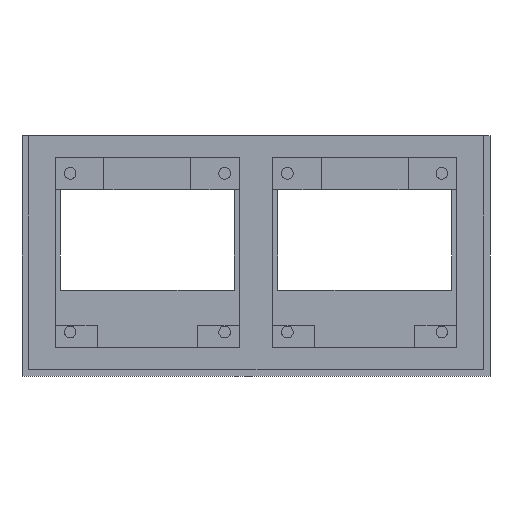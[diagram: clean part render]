
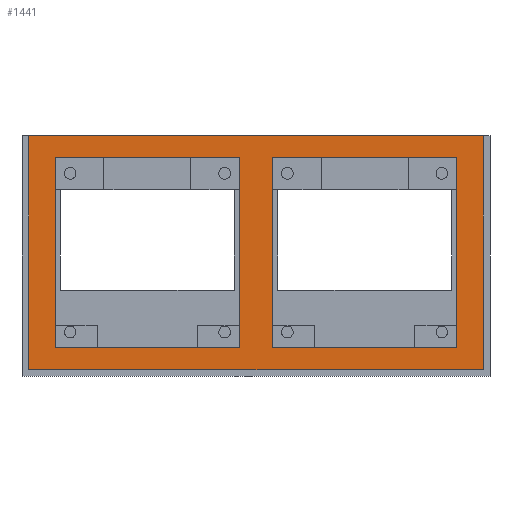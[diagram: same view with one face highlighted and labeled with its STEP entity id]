
A CAD part, left-side view. The second image highlights one B-rep face of the part: STEP entity #1441.
In plain terms, the highlighted planar face has unit normal (-1, 0, 0).
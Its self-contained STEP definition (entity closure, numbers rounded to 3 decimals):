
#39=FACE_BOUND('',#276,.T.);
#40=FACE_BOUND('',#277,.T.);
#95=PLANE('',#1569);
#177=FACE_OUTER_BOUND('',#275,.T.);
#275=EDGE_LOOP('',(#1273,#1274,#1275,#1276));
#276=EDGE_LOOP('',(#1277,#1278,#1279,#1280));
#277=EDGE_LOOP('',(#1281,#1282,#1283,#1284));
#348=LINE('',#2126,#508);
#352=LINE('',#2133,#512);
#361=LINE('',#2148,#521);
#366=LINE('',#2157,#526);
#410=LINE('',#2270,#570);
#414=LINE('',#2277,#574);
#423=LINE('',#2292,#583);
#428=LINE('',#2301,#588);
#439=LINE('',#2325,#599);
#443=LINE('',#2332,#603);
#446=LINE('',#2338,#606);
#452=LINE('',#2350,#612);
#508=VECTOR('',#1708,10.);
#512=VECTOR('',#1714,10.);
#521=VECTOR('',#1729,10.);
#526=VECTOR('',#1738,10.);
#570=VECTOR('',#1840,10.);
#574=VECTOR('',#1846,10.);
#583=VECTOR('',#1861,10.);
#588=VECTOR('',#1870,10.);
#599=VECTOR('',#1893,10.);
#603=VECTOR('',#1899,10.);
#606=VECTOR('',#1904,10.);
#612=VECTOR('',#1914,10.);
#698=VERTEX_POINT('',#2124);
#699=VERTEX_POINT('',#2125);
#700=VERTEX_POINT('',#2131);
#701=VERTEX_POINT('',#2132);
#745=VERTEX_POINT('',#2268);
#746=VERTEX_POINT('',#2269);
#747=VERTEX_POINT('',#2275);
#748=VERTEX_POINT('',#2276);
#759=VERTEX_POINT('',#2322);
#760=VERTEX_POINT('',#2324);
#762=VERTEX_POINT('',#2330);
#764=VERTEX_POINT('',#2336);
#836=EDGE_CURVE('',#698,#699,#348,.T.);
#840=EDGE_CURVE('',#700,#701,#352,.T.);
#849=EDGE_CURVE('',#701,#698,#361,.T.);
#854=EDGE_CURVE('',#699,#700,#366,.T.);
#906=EDGE_CURVE('',#745,#746,#410,.T.);
#910=EDGE_CURVE('',#747,#748,#414,.T.);
#919=EDGE_CURVE('',#748,#745,#423,.T.);
#924=EDGE_CURVE('',#746,#747,#428,.T.);
#935=EDGE_CURVE('',#760,#759,#439,.T.);
#939=EDGE_CURVE('',#759,#762,#443,.T.);
#942=EDGE_CURVE('',#762,#764,#446,.T.);
#948=EDGE_CURVE('',#764,#760,#452,.T.);
#1273=ORIENTED_EDGE('',*,*,#935,.T.);
#1274=ORIENTED_EDGE('',*,*,#939,.T.);
#1275=ORIENTED_EDGE('',*,*,#942,.T.);
#1276=ORIENTED_EDGE('',*,*,#948,.T.);
#1277=ORIENTED_EDGE('',*,*,#840,.T.);
#1278=ORIENTED_EDGE('',*,*,#849,.T.);
#1279=ORIENTED_EDGE('',*,*,#836,.T.);
#1280=ORIENTED_EDGE('',*,*,#854,.T.);
#1281=ORIENTED_EDGE('',*,*,#924,.T.);
#1282=ORIENTED_EDGE('',*,*,#910,.T.);
#1283=ORIENTED_EDGE('',*,*,#919,.T.);
#1284=ORIENTED_EDGE('',*,*,#906,.T.);
#1441=ADVANCED_FACE('',(#177,#39,#40),#95,.T.);
#1569=AXIS2_PLACEMENT_3D('',#2349,#1912,#1913);
#1708=DIRECTION('',(0.,0.,1.));
#1714=DIRECTION('',(0.,0.,-1.));
#1729=DIRECTION('',(0.,1.,0.));
#1738=DIRECTION('',(0.,-1.,0.));
#1840=DIRECTION('',(0.,0.,1.));
#1846=DIRECTION('',(0.,0.,-1.));
#1861=DIRECTION('',(0.,1.,0.));
#1870=DIRECTION('',(0.,-1.,0.));
#1893=DIRECTION('',(0.,0.,-1.));
#1899=DIRECTION('',(0.,-1.,0.));
#1904=DIRECTION('',(0.,0.,1.));
#1912=DIRECTION('center_axis',(-1.,0.,0.));
#1913=DIRECTION('ref_axis',(0.,0.,1.));
#1914=DIRECTION('',(0.,1.,0.));
#2124=CARTESIAN_POINT('',(70.,72.,3.25));
#2125=CARTESIAN_POINT('',(70.,72.,31.75));
#2126=CARTESIAN_POINT('',(70.,72.,11.825));
#2131=CARTESIAN_POINT('',(70.,44.5,31.75));
#2132=CARTESIAN_POINT('',(70.,44.5,3.25));
#2133=CARTESIAN_POINT('',(70.,44.5,21.95));
#2148=CARTESIAN_POINT('',(70.,57.,3.25));
#2157=CARTESIAN_POINT('',(70.,53.375,31.75));
#2268=CARTESIAN_POINT('',(70.,39.5,3.25));
#2269=CARTESIAN_POINT('',(70.,39.5,31.75));
#2270=CARTESIAN_POINT('',(70.,39.5,11.825));
#2275=CARTESIAN_POINT('',(70.,12.,31.75));
#2276=CARTESIAN_POINT('',(70.,12.,3.25));
#2277=CARTESIAN_POINT('',(70.,12.,21.95));
#2292=CARTESIAN_POINT('',(70.,30.125,3.25));
#2301=CARTESIAN_POINT('',(70.,30.625,31.75));
#2322=CARTESIAN_POINT('',(70.,76.,0.));
#2324=CARTESIAN_POINT('',(70.,76.,35.));
#2325=CARTESIAN_POINT('',(70.,76.,8.5));
#2330=CARTESIAN_POINT('',(70.,8.,0.));
#2332=CARTESIAN_POINT('',(70.,25.,0.));
#2336=CARTESIAN_POINT('',(70.,8.,35.));
#2338=CARTESIAN_POINT('',(70.,8.,26.));
#2349=CARTESIAN_POINT('Origin',(70.,42.,17.));
#2350=CARTESIAN_POINT('',(70.,77.,35.));
